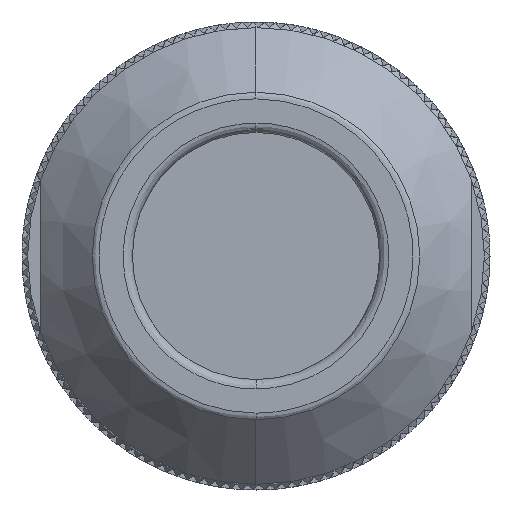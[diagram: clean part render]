
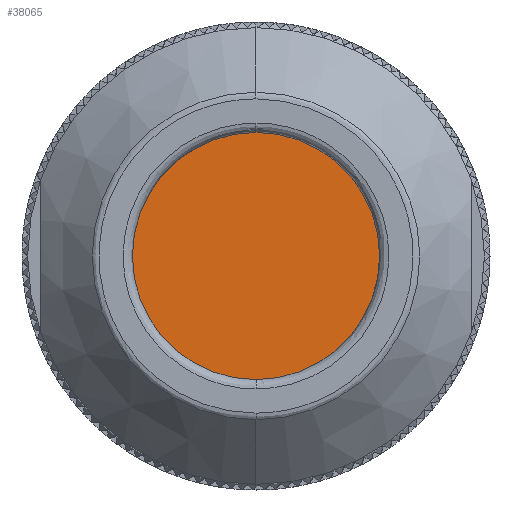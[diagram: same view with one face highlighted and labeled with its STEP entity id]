
A CAD part, left-side view. The second image highlights one B-rep face of the part: STEP entity #38065.
In plain terms, the highlighted planar face has unit normal (-1, 0, 0).
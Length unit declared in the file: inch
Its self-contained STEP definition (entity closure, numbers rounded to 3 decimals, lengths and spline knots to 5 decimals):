
#1546 = EDGE_CURVE ( 'NONE', #37200, #7797, #6333, .T. ) ;
#4883 = FACE_OUTER_BOUND ( 'NONE', #40891, .T. ) ;
#6333 = CIRCLE ( 'NONE', #28552, 0.25984 ) ;
#7797 = VERTEX_POINT ( 'NONE', #16630 ) ;
#12069 = AXIS2_PLACEMENT_3D ( 'NONE', #37141, #17908, #33189 ) ;
#16630 = CARTESIAN_POINT ( 'NONE',  ( -1.38512, 0., 0.25984 ) ) ;
#17908 = DIRECTION ( 'NONE',  ( -1., 0., 0. ) ) ;
#18993 = PLANE ( 'NONE',  #12069 ) ;
#25771 = DIRECTION ( 'NONE',  ( 0., 0., -1. ) ) ;
#27412 = DIRECTION ( 'NONE',  ( -1., 0., 0. ) ) ;
#28552 = AXIS2_PLACEMENT_3D ( 'NONE', #45084, #27412, #25771 ) ;
#29327 = DIRECTION ( 'NONE',  ( -1., 0., 0. ) ) ;
#32364 = CARTESIAN_POINT ( 'NONE',  ( -1.38512, 0., 0. ) ) ;
#32712 = EDGE_CURVE ( 'NONE', #7797, #37200, #39267, .T. ) ;
#33189 = DIRECTION ( 'NONE',  ( 0., 0., 1. ) ) ;
#33297 = AXIS2_PLACEMENT_3D ( 'NONE', #32364, #29327, #43304 ) ;
#33855 = ORIENTED_EDGE ( 'NONE', *, *, #32712, .T. ) ;
#37141 = CARTESIAN_POINT ( 'NONE',  ( -1.38512, 0., 0. ) ) ;
#37200 = VERTEX_POINT ( 'NONE', #39438 ) ;
#38065 = ADVANCED_FACE ( 'NONE', ( #4883 ), #18993, .T. ) ;
#39267 = CIRCLE ( 'NONE', #33297, 0.25984 ) ;
#39438 = CARTESIAN_POINT ( 'NONE',  ( -1.38512, 0., -0.25984 ) ) ;
#40891 = EDGE_LOOP ( 'NONE', ( #45730, #33855 ) ) ;
#43304 = DIRECTION ( 'NONE',  ( 0., 0., -1. ) ) ;
#45084 = CARTESIAN_POINT ( 'NONE',  ( -1.38512, 0., 0. ) ) ;
#45730 = ORIENTED_EDGE ( 'NONE', *, *, #1546, .T. ) ;
